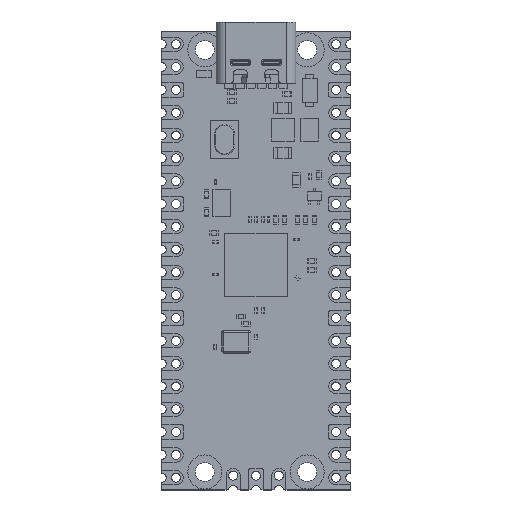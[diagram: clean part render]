
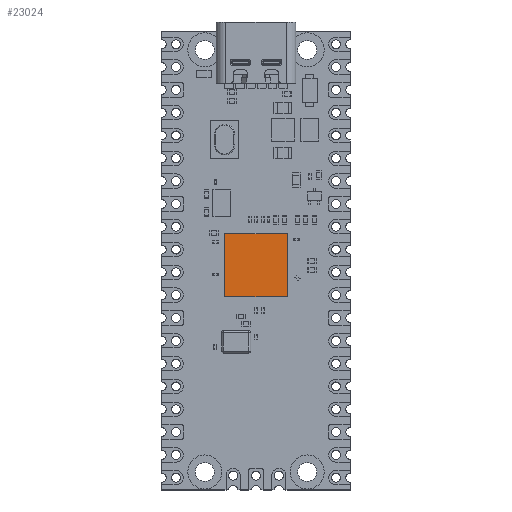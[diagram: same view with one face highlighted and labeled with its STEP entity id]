
A CAD part, top view. The second image highlights one B-rep face of the part: STEP entity #23024.
In plain terms, the highlighted planar face has unit normal (0, 0, 1).
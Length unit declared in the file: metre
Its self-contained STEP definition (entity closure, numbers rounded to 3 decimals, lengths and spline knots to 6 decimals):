
#3131=ORIENTED_EDGE('',*,*,#8511,.T.);
#3132=ORIENTED_EDGE('',*,*,#8512,.T.);
#3133=ORIENTED_EDGE('',*,*,#8513,.T.);
#3134=ORIENTED_EDGE('',*,*,#8514,.T.);
#8511=EDGE_CURVE('',#11403,#11404,#13519,.T.);
#8512=EDGE_CURVE('',#11404,#11405,#13520,.T.);
#8513=EDGE_CURVE('',#11405,#11406,#13521,.T.);
#8514=EDGE_CURVE('',#11406,#11403,#13522,.T.);
#11403=VERTEX_POINT('',#39444);
#11404=VERTEX_POINT('',#39445);
#11405=VERTEX_POINT('',#39447);
#11406=VERTEX_POINT('',#39449);
#13519=LINE('',#39443,#16123);
#13520=LINE('',#39446,#16124);
#13521=LINE('',#39448,#16125);
#13522=LINE('',#39450,#16126);
#16123=VECTOR('',#32838,1.);
#16124=VECTOR('',#32839,1.);
#16125=VECTOR('',#32840,1.);
#16126=VECTOR('',#32841,1.);
#18556=EDGE_LOOP('',(#3131,#3132,#3133,#3134));
#20062=FACE_BOUND('',#18556,.T.);
#21257=PLANE('',#29493);
#23024=ADVANCED_FACE('',(#20062),#21257,.T.);
#29493=AXIS2_PLACEMENT_3D('',#39442,#32836,#32837);
#32836=DIRECTION('',(0.,0.,1.));
#32837=DIRECTION('',(0.,-1.,0.));
#32838=DIRECTION('',(0.,1.,0.));
#32839=DIRECTION('',(-1.,0.,0.));
#32840=DIRECTION('',(0.,-1.,0.));
#32841=DIRECTION('',(1.,0.,0.));
#39442=CARTESIAN_POINT('',(0.,-0.0005,0.0014));
#39443=CARTESIAN_POINT('',(0.0035,0.003,0.0014));
#39444=CARTESIAN_POINT('',(0.0035,-0.004,0.0014));
#39445=CARTESIAN_POINT('',(0.0035,0.003,0.0014));
#39446=CARTESIAN_POINT('',(-0.0035,0.003,0.0014));
#39447=CARTESIAN_POINT('',(-0.0035,0.003,0.0014));
#39448=CARTESIAN_POINT('',(-0.0035,0.003,0.0014));
#39449=CARTESIAN_POINT('',(-0.0035,-0.004,0.0014));
#39450=CARTESIAN_POINT('',(-0.0035,-0.004,0.0014));
